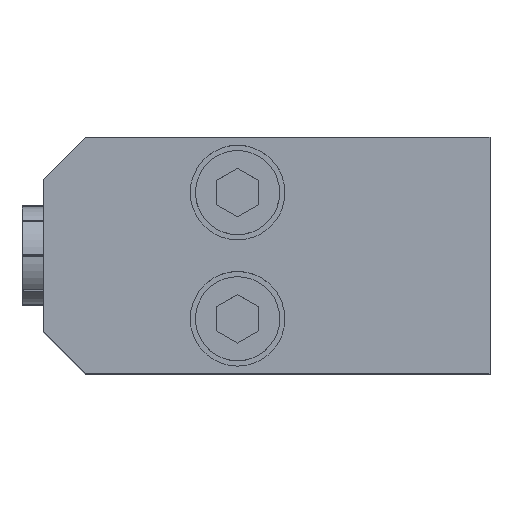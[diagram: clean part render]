
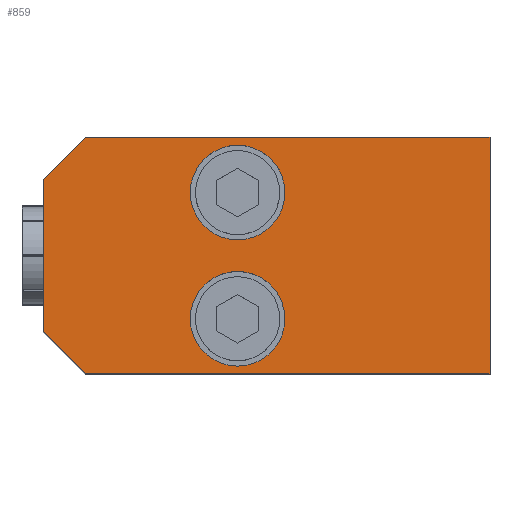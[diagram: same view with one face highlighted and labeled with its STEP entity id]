
A CAD part, top view. The second image highlights one B-rep face of the part: STEP entity #859.
In plain terms, the highlighted planar face has unit normal (0, 0, 1).
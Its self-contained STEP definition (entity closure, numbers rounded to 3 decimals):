
#859=ADVANCED_FACE('',(#1857,#1858,#1859),#1860,.T.);
#1857=FACE_BOUND('',#3084,.T.);
#1858=FACE_BOUND('',#3085,.T.);
#1859=FACE_OUTER_BOUND('',#3086,.T.);
#1860=PLANE('',#3087);
#3084=EDGE_LOOP('',(#5190,#5191));
#3085=EDGE_LOOP('',(#5192,#5193));
#3086=EDGE_LOOP('',(#5194,#5195,#5196,#5197,#5198,#5199));
#3087=AXIS2_PLACEMENT_3D('',#5200,#5201,#5202);
#5190=ORIENTED_EDGE('',*,*,#7170,.T.);
#5191=ORIENTED_EDGE('',*,*,#7270,.T.);
#5192=ORIENTED_EDGE('',*,*,#7160,.T.);
#5193=ORIENTED_EDGE('',*,*,#7277,.T.);
#5194=ORIENTED_EDGE('',*,*,#7295,.F.);
#5195=ORIENTED_EDGE('',*,*,#7310,.T.);
#5196=ORIENTED_EDGE('',*,*,#7311,.T.);
#5197=ORIENTED_EDGE('',*,*,#7312,.T.);
#5198=ORIENTED_EDGE('',*,*,#7307,.F.);
#5199=ORIENTED_EDGE('',*,*,#7304,.T.);
#5200=CARTESIAN_POINT('',(42.5,-15.5,35.));
#5201=DIRECTION('',(0.,0.,1.0));
#5202=DIRECTION('',(-1.0,0.,0.));
#7160=EDGE_CURVE('',#8536,#8533,#8537,.T.);
#7170=EDGE_CURVE('',#8554,#8551,#8555,.T.);
#7270=EDGE_CURVE('',#8551,#8554,#8696,.T.);
#7277=EDGE_CURVE('',#8533,#8536,#8703,.T.);
#7295=EDGE_CURVE('',#8722,#8724,#8725,.T.);
#7304=EDGE_CURVE('',#8738,#8724,#8739,.T.);
#7307=EDGE_CURVE('',#8738,#8742,#8743,.T.);
#7310=EDGE_CURVE('',#8722,#8746,#8747,.T.);
#7311=EDGE_CURVE('',#8746,#8748,#8749,.T.);
#7312=EDGE_CURVE('',#8748,#8742,#8750,.T.);
#8533=VERTEX_POINT('',#11163);
#8536=VERTEX_POINT('',#11167);
#8537=CIRCLE('',#11168,9.);
#8551=VERTEX_POINT('',#11185);
#8554=VERTEX_POINT('',#11189);
#8555=CIRCLE('',#11190,9.);
#8696=CIRCLE('',#11358,9.);
#8703=CIRCLE('',#11365,9.);
#8722=VERTEX_POINT('',#11385);
#8724=VERTEX_POINT('',#11388);
#8725=LINE('',#11389,#11390);
#8738=VERTEX_POINT('',#11409);
#8739=LINE('',#11410,#11411);
#8742=VERTEX_POINT('',#11415);
#8743=LINE('',#11416,#11417);
#8746=VERTEX_POINT('',#11421);
#8747=LINE('',#11422,#11423);
#8748=VERTEX_POINT('',#11424);
#8749=LINE('',#11425,#11426);
#8750=LINE('',#11427,#11428);
#11163=CARTESIAN_POINT('',(28.,-27.5,35.));
#11167=CARTESIAN_POINT('',(46.,-27.5,35.));
#11168=AXIS2_PLACEMENT_3D('',#13178,#13179,#13180);
#11185=CARTESIAN_POINT('',(28.,-3.5,35.0));
#11189=CARTESIAN_POINT('',(46.,-3.5,35.));
#11190=AXIS2_PLACEMENT_3D('',#13194,#13195,#13196);
#11358=AXIS2_PLACEMENT_3D('',#13341,#13342,#13343);
#11365=AXIS2_PLACEMENT_3D('',#13353,#13354,#13355);
#11385=CARTESIAN_POINT('',(8.,-38.,35.));
#11388=CARTESIAN_POINT('',(0.,-30.,35.0));
#11389=CARTESIAN_POINT('',(9.,-39.,35.));
#11390=VECTOR('',#13379,1.);
#11409=CARTESIAN_POINT('',(0.,-1.,35.));
#11410=CARTESIAN_POINT('',(0.,-15.5,35.));
#11411=VECTOR('',#13386,1.);
#11415=CARTESIAN_POINT('',(8.,7.,35.));
#11416=CARTESIAN_POINT('',(9.,8.,35.));
#11417=VECTOR('',#13388,1.);
#11421=CARTESIAN_POINT('',(85.,-38.,35.));
#11422=CARTESIAN_POINT('',(42.5,-38.,35.));
#11423=VECTOR('',#13390,1.);
#11424=CARTESIAN_POINT('',(85.,7.,35.));
#11425=CARTESIAN_POINT('',(85.,-15.5,35.));
#11426=VECTOR('',#13391,1.);
#11427=CARTESIAN_POINT('',(42.5,7.,35.0));
#11428=VECTOR('',#13392,1.);
#13178=CARTESIAN_POINT('',(37.,-27.5,35.));
#13179=DIRECTION('',(0.,0.,-1.0));
#13180=DIRECTION('',(-1.0,0.,0.));
#13194=CARTESIAN_POINT('',(37.,-3.5,35.0));
#13195=DIRECTION('',(0.,0.,-1.0));
#13196=DIRECTION('',(-1.0,0.,0.));
#13341=CARTESIAN_POINT('',(37.,-3.5,35.0));
#13342=DIRECTION('',(0.,0.,-1.0));
#13343=DIRECTION('',(-1.0,0.,0.));
#13353=CARTESIAN_POINT('',(37.,-27.5,35.));
#13354=DIRECTION('',(0.,0.,-1.0));
#13355=DIRECTION('',(-1.0,0.,0.));
#13379=DIRECTION('',(-0.707,0.707,0.));
#13386=DIRECTION('',(0.,-1.0,0.));
#13388=DIRECTION('',(0.707,0.707,0.));
#13390=DIRECTION('',(1.0,0.,0.));
#13391=DIRECTION('',(0.,1.0,0.));
#13392=DIRECTION('',(-1.0,0.,0.));
